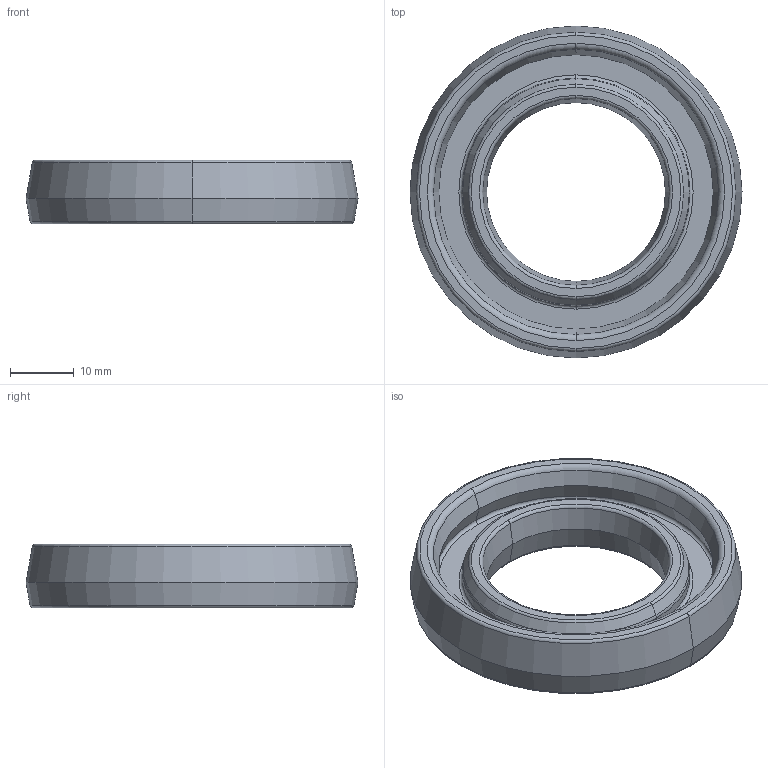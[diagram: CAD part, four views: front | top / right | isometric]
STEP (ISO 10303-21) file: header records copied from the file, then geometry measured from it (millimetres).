
FILE_DESCRIPTION (( 'STEP AP203' ), '1' );
FILE_NAME ('3_842_521_817_Bosch.step', '2024-06-10T08:30:16', ( '' ), ( '' ), 'SwSTEP 2.0', 'SolidWorks 2014', '' );
FILE_SCHEMA (( 'CONFIG_CONTROL_DESIGN' ));
Length unit declared in the file: millimetre
Products named in the file (1): 3_842_521_817_Bosch
Bounding box: 52 x 52 x 10 mm (x, y, z)
Volume: 10080.1 mm3; surface area: 5965.5 mm2
Topology: 1 solids, 1 shells, 38 faces, 80 edges, 46 vertices
Faces by surface type: torus 18, cone 14, plane 4, cylinder 2
Entity records: 1113 total; most frequent: DIRECTION 222, CARTESIAN_POINT 165, ORIENTED_EDGE 160, AXIS2_PLACEMENT_3D 103, EDGE_CURVE 80, CIRCLE 64, VERTEX_POINT 46, EDGE_LOOP 42
